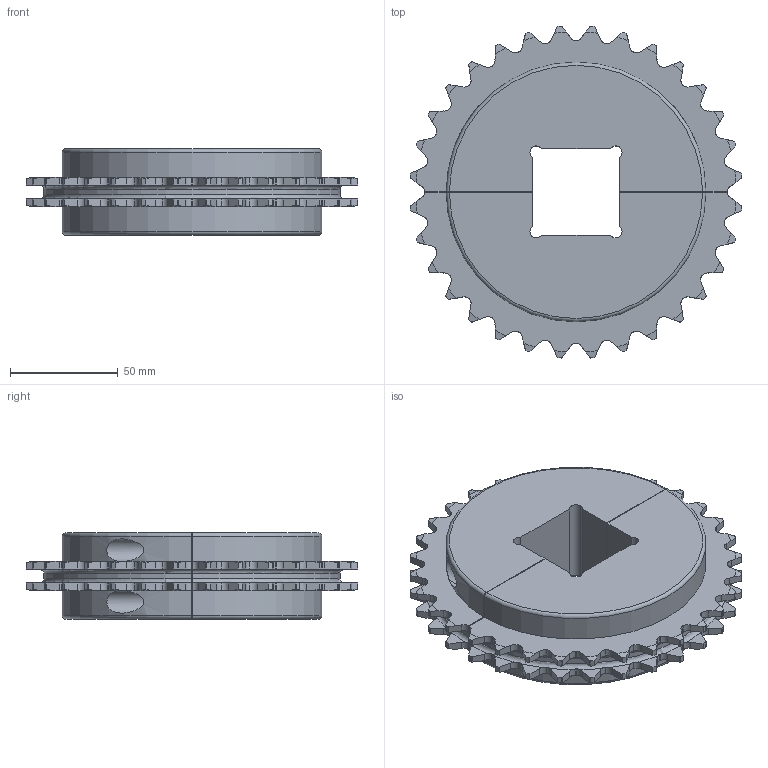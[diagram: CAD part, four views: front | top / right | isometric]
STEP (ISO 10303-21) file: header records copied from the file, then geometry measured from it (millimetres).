
FILE_DESCRIPTION (( 'STEP AP203' ), '1' );
FILE_NAME ('KUS1500-32T_40MM_S_PA_SP.STEP', '2020-04-30T11:03:43', ( '' ), ( '' ), 'SwSTEP 2.0', 'SolidWorks 2018', '' );
FILE_SCHEMA (( 'CONFIG_CONTROL_DESIGN' ));
Length unit declared in the file: millimetre
Products named in the file (1): KUS1500-32T_40MM_S_PA_SP
Bounding box: 154.22 x 154.22 x 40 mm (x, y, z)
Volume: 436414 mm3; surface area: 70573.4 mm2
Topology: 2 solids, 2 shells, 766 faces, 2258 edges, 1492 vertices
Faces by surface type: cylinder 464, plane 214, cone 80, torus 8
Entity records: 27077 total; most frequent: CARTESIAN_POINT 6621, ORIENTED_EDGE 4484, DIRECTION 4236, EDGE_CURVE 2242, AXIS2_PLACEMENT_3D 1663, VERTEX_POINT 1492, VECTOR 910, LINE 910
